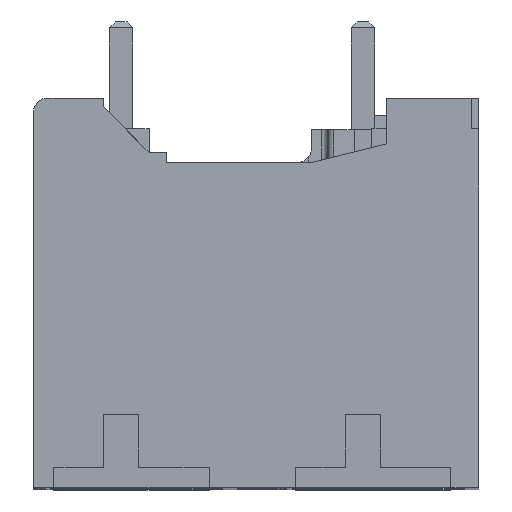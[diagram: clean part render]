
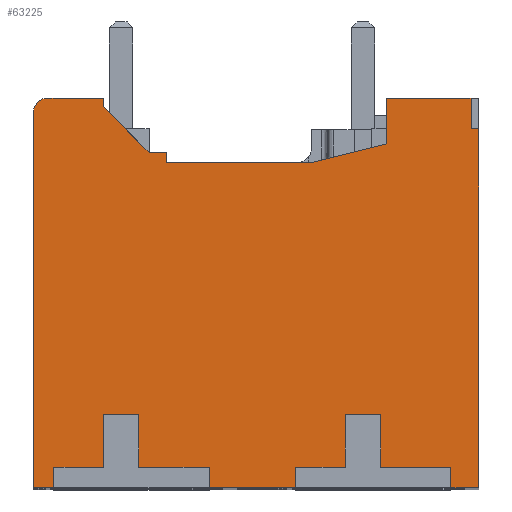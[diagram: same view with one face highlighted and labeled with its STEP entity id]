
A CAD part, top view. The second image highlights one B-rep face of the part: STEP entity #63225.
In plain terms, the highlighted planar face has unit normal (0, 0, 1).
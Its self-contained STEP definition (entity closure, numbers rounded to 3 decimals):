
#15583=DIRECTION('',(0.,1.,0.));
#15584=VECTOR('',#15583,12.25);
#15585=CARTESIAN_POINT('',(12.2,0.,2.2));
#15586=LINE('',#15585,#15584);
#16236=DIRECTION('',(-1.,0.,0.));
#16237=VECTOR('',#16236,4.959);
#16238=CARTESIAN_POINT('',(6.505,11.1,2.2));
#16239=LINE('',#16238,#16237);
#19380=DIRECTION('',(0.707,0.707,0.));
#19381=VECTOR('',#19380,0.039);
#19382=CARTESIAN_POINT('',(9.032,11.732,2.2));
#19383=LINE('',#19382,#19381);
#19384=DIRECTION('',(0.,1.,0.));
#19385=VECTOR('',#19384,1.541);
#19386=CARTESIAN_POINT('',(9.059,11.759,2.2));
#19387=LINE('',#19386,#19385);
#19388=DIRECTION('',(1.,0.,0.));
#19389=VECTOR('',#19388,2.878);
#19390=CARTESIAN_POINT('',(9.059,13.3,2.2));
#19391=LINE('',#19390,#19389);
#19392=DIRECTION('',(0.,-1.,0.));
#19393=VECTOR('',#19392,1.05);
#19394=CARTESIAN_POINT('',(11.938,13.3,2.2));
#19395=LINE('',#19394,#19393);
#19396=DIRECTION('',(-1.,0.,0.));
#19397=VECTOR('',#19396,0.95);
#19398=CARTESIAN_POINT('',(12.2,0.,2.2));
#19399=LINE('',#19398,#19397);
#19400=DIRECTION('',(0.,1.,0.));
#19401=VECTOR('',#19400,0.7);
#19402=CARTESIAN_POINT('',(11.25,0.,2.2));
#19403=LINE('',#19402,#19401);
#19404=DIRECTION('',(0.,1.,0.));
#19405=VECTOR('',#19404,1.8);
#19406=CARTESIAN_POINT('',(8.85,0.7,2.2));
#19407=LINE('',#19406,#19405);
#19408=DIRECTION('',(-1.,0.,0.));
#19409=VECTOR('',#19408,2.95);
#19410=CARTESIAN_POINT('',(5.95,0.,2.2));
#19411=LINE('',#19410,#19409);
#19412=DIRECTION('',(0.,1.,0.));
#19413=VECTOR('',#19412,0.7);
#19414=CARTESIAN_POINT('',(3.,0.,2.2));
#19415=LINE('',#19414,#19413);
#19416=DIRECTION('',(0.,1.,0.));
#19417=VECTOR('',#19416,1.8);
#19418=CARTESIAN_POINT('',(0.6,0.7,2.2));
#19419=LINE('',#19418,#19417);
#19420=DIRECTION('',(-1.,0.,0.));
#19421=VECTOR('',#19420,0.7);
#19422=CARTESIAN_POINT('',(-2.3,0.,2.2));
#19423=LINE('',#19422,#19421);
#19424=CARTESIAN_POINT('',(-2.5,12.8,2.2));
#19425=DIRECTION('',(0.,0.,-1.));
#19426=DIRECTION('',(-1.,0.,0.));
#19427=AXIS2_PLACEMENT_3D('',#19424,#19425,#19426);
#19429=DIRECTION('',(1.,0.,0.));
#19430=VECTOR('',#19429,1.895);
#19431=CARTESIAN_POINT('',(-2.5,13.3,2.2));
#19432=LINE('',#19431,#19430);
#19433=DIRECTION('',(0.,-1.,0.));
#19434=VECTOR('',#19433,0.295);
#19435=CARTESIAN_POINT('',(-0.605,13.3,2.2));
#19436=LINE('',#19435,#19434);
#19437=DIRECTION('',(0.707,-0.707,0.));
#19438=VECTOR('',#19437,2.199);
#19439=CARTESIAN_POINT('',(-0.605,13.005,2.2));
#19440=LINE('',#19439,#19438);
#19441=DIRECTION('',(1.,0.,0.));
#19442=VECTOR('',#19441,0.596);
#19443=CARTESIAN_POINT('',(0.949,11.451,2.2));
#19444=LINE('',#19443,#19442);
#19445=DIRECTION('',(0.,-1.,0.));
#19446=VECTOR('',#19445,0.351);
#19447=CARTESIAN_POINT('',(1.546,11.451,2.2));
#19448=LINE('',#19447,#19446);
#19449=DIRECTION('',(0.97,0.243,0.));
#19450=VECTOR('',#19449,2.604);
#19451=CARTESIAN_POINT('',(6.505,11.1,2.2));
#19452=LINE('',#19451,#19450);
#24489=DIRECTION('',(-1.,0.,0.));
#24490=VECTOR('',#24489,0.262);
#24491=CARTESIAN_POINT('',(12.2,12.25,2.2));
#24492=LINE('',#24491,#24490);
#24505=DIRECTION('',(1.,0.,0.));
#24506=VECTOR('',#24505,2.4);
#24507=CARTESIAN_POINT('',(8.85,0.7,2.2));
#24508=LINE('',#24507,#24506);
#24553=DIRECTION('',(1.,0.,0.));
#24554=VECTOR('',#24553,1.7);
#24555=CARTESIAN_POINT('',(5.95,0.7,2.2));
#24556=LINE('',#24555,#24554);
#24557=DIRECTION('',(0.,1.,0.));
#24558=VECTOR('',#24557,1.8);
#24559=CARTESIAN_POINT('',(7.65,0.7,2.2));
#24560=LINE('',#24559,#24558);
#24565=DIRECTION('',(1.,0.,0.));
#24566=VECTOR('',#24565,1.2);
#24567=CARTESIAN_POINT('',(7.65,2.5,2.2));
#24568=LINE('',#24567,#24566);
#24573=DIRECTION('',(0.,1.,0.));
#24574=VECTOR('',#24573,0.7);
#24575=CARTESIAN_POINT('',(5.95,0.,2.2));
#24576=LINE('',#24575,#24574);
#24585=DIRECTION('',(1.,0.,0.));
#24586=VECTOR('',#24585,2.4);
#24587=CARTESIAN_POINT('',(0.6,0.7,2.2));
#24588=LINE('',#24587,#24586);
#24633=DIRECTION('',(1.,0.,0.));
#24634=VECTOR('',#24633,1.7);
#24635=CARTESIAN_POINT('',(-2.3,0.7,2.2));
#24636=LINE('',#24635,#24634);
#24637=DIRECTION('',(0.,1.,0.));
#24638=VECTOR('',#24637,1.8);
#24639=CARTESIAN_POINT('',(-0.6,0.7,2.2));
#24640=LINE('',#24639,#24638);
#24645=DIRECTION('',(1.,0.,0.));
#24646=VECTOR('',#24645,1.2);
#24647=CARTESIAN_POINT('',(-0.6,2.5,2.2));
#24648=LINE('',#24647,#24646);
#24653=DIRECTION('',(0.,1.,0.));
#24654=VECTOR('',#24653,0.7);
#24655=CARTESIAN_POINT('',(-2.3,0.,2.2));
#24656=LINE('',#24655,#24654);
#24661=DIRECTION('',(0.,-1.,0.));
#24662=VECTOR('',#24661,12.8);
#24663=CARTESIAN_POINT('',(-3.,12.8,2.2));
#24664=LINE('',#24663,#24662);
#28749=CARTESIAN_POINT('',(-3.,0.,2.2));
#28750=VERTEX_POINT('',#28749);
#28751=CARTESIAN_POINT('',(-2.3,0.,2.2));
#28752=VERTEX_POINT('',#28751);
#28757=CARTESIAN_POINT('',(3.,0.,2.2));
#28758=VERTEX_POINT('',#28757);
#28759=CARTESIAN_POINT('',(5.95,0.,2.2));
#28760=VERTEX_POINT('',#28759);
#28765=CARTESIAN_POINT('',(11.25,0.,2.2));
#28766=VERTEX_POINT('',#28765);
#28767=CARTESIAN_POINT('',(12.2,0.,2.2));
#28768=VERTEX_POINT('',#28767);
#29129=CARTESIAN_POINT('',(12.2,12.25,2.2));
#29130=VERTEX_POINT('',#29129);
#29135=CARTESIAN_POINT('',(9.032,11.732,2.2));
#29136=CARTESIAN_POINT('',(9.059,11.759,2.2));
#29137=VERTEX_POINT('',#29135);
#29138=VERTEX_POINT('',#29136);
#29139=CARTESIAN_POINT('',(9.059,13.3,2.2));
#29140=VERTEX_POINT('',#29139);
#29141=CARTESIAN_POINT('',(11.938,13.3,2.2));
#29142=VERTEX_POINT('',#29141);
#29143=CARTESIAN_POINT('',(11.938,12.25,2.2));
#29144=VERTEX_POINT('',#29143);
#29145=CARTESIAN_POINT('',(11.25,0.7,2.2));
#29146=VERTEX_POINT('',#29145);
#29147=CARTESIAN_POINT('',(8.85,0.7,2.2));
#29148=VERTEX_POINT('',#29147);
#29149=CARTESIAN_POINT('',(8.85,2.5,2.2));
#29150=VERTEX_POINT('',#29149);
#29151=CARTESIAN_POINT('',(7.65,2.5,2.2));
#29152=VERTEX_POINT('',#29151);
#29153=CARTESIAN_POINT('',(7.65,0.7,2.2));
#29154=VERTEX_POINT('',#29153);
#29155=CARTESIAN_POINT('',(5.95,0.7,2.2));
#29156=VERTEX_POINT('',#29155);
#29157=CARTESIAN_POINT('',(3.,0.7,2.2));
#29158=VERTEX_POINT('',#29157);
#29159=CARTESIAN_POINT('',(0.6,0.7,2.2));
#29160=VERTEX_POINT('',#29159);
#29161=CARTESIAN_POINT('',(0.6,2.5,2.2));
#29162=VERTEX_POINT('',#29161);
#29163=CARTESIAN_POINT('',(-0.6,2.5,2.2));
#29164=VERTEX_POINT('',#29163);
#29165=CARTESIAN_POINT('',(-0.6,0.7,2.2));
#29166=VERTEX_POINT('',#29165);
#29167=CARTESIAN_POINT('',(-2.3,0.7,2.2));
#29168=VERTEX_POINT('',#29167);
#29169=CARTESIAN_POINT('',(-3.,12.8,2.2));
#29170=VERTEX_POINT('',#29169);
#29171=CARTESIAN_POINT('',(-2.5,13.3,2.2));
#29172=VERTEX_POINT('',#29171);
#29173=CARTESIAN_POINT('',(-0.605,13.3,2.2));
#29174=VERTEX_POINT('',#29173);
#29175=CARTESIAN_POINT('',(-0.605,13.005,2.2));
#29176=VERTEX_POINT('',#29175);
#29177=CARTESIAN_POINT('',(0.949,11.451,2.2));
#29178=VERTEX_POINT('',#29177);
#29179=CARTESIAN_POINT('',(1.546,11.451,2.2));
#29180=VERTEX_POINT('',#29179);
#29181=CARTESIAN_POINT('',(1.546,11.1,2.2));
#29182=VERTEX_POINT('',#29181);
#29183=CARTESIAN_POINT('',(6.505,11.1,2.2));
#29184=VERTEX_POINT('',#29183);
#63166=CARTESIAN_POINT('',(0.,0.,2.2));
#63167=DIRECTION('',(0.,0.,1.));
#63168=DIRECTION('',(1.,0.,0.));
#63169=AXIS2_PLACEMENT_3D('',#63166,#63167,#63168);
#63170=PLANE('',#63169);
#63172=ORIENTED_EDGE('',*,*,#63171,.T.);
#63173=ORIENTED_EDGE('',*,*,#58873,.T.);
#63174=ORIENTED_EDGE('',*,*,#58850,.T.);
#63176=ORIENTED_EDGE('',*,*,#63175,.T.);
#63178=ORIENTED_EDGE('',*,*,#63177,.F.);
#63179=ORIENTED_EDGE('',*,*,#58673,.F.);
#63180=ORIENTED_EDGE('',*,*,#37038,.T.);
#63182=ORIENTED_EDGE('',*,*,#63181,.T.);
#63184=ORIENTED_EDGE('',*,*,#63183,.F.);
#63186=ORIENTED_EDGE('',*,*,#63185,.T.);
#63188=ORIENTED_EDGE('',*,*,#63187,.F.);
#63190=ORIENTED_EDGE('',*,*,#63189,.F.);
#63192=ORIENTED_EDGE('',*,*,#63191,.F.);
#63194=ORIENTED_EDGE('',*,*,#63193,.F.);
#63195=ORIENTED_EDGE('',*,*,#37030,.T.);
#63197=ORIENTED_EDGE('',*,*,#63196,.T.);
#63199=ORIENTED_EDGE('',*,*,#63198,.F.);
#63201=ORIENTED_EDGE('',*,*,#63200,.T.);
#63203=ORIENTED_EDGE('',*,*,#63202,.F.);
#63205=ORIENTED_EDGE('',*,*,#63204,.F.);
#63207=ORIENTED_EDGE('',*,*,#63206,.F.);
#63209=ORIENTED_EDGE('',*,*,#63208,.F.);
#63210=ORIENTED_EDGE('',*,*,#37022,.T.);
#63212=ORIENTED_EDGE('',*,*,#63211,.F.);
#63213=ORIENTED_EDGE('',*,*,#63159,.T.);
#63214=ORIENTED_EDGE('',*,*,#60327,.T.);
#63215=ORIENTED_EDGE('',*,*,#60308,.T.);
#63217=ORIENTED_EDGE('',*,*,#63216,.T.);
#63218=ORIENTED_EDGE('',*,*,#59705,.T.);
#63219=ORIENTED_EDGE('',*,*,#59666,.T.);
#63220=ORIENTED_EDGE('',*,*,#59347,.F.);
#63222=ORIENTED_EDGE('',*,*,#63221,.T.);
#63223=EDGE_LOOP('',(#63172,#63173,#63174,#63176,#63178,#63179,#63180,#63182,
#63184,#63186,#63188,#63190,#63192,#63194,#63195,#63197,#63199,#63201,#63203,
#63205,#63207,#63209,#63210,#63212,#63213,#63214,#63215,#63217,#63218,#63219,
#63220,#63222));
#63224=FACE_OUTER_BOUND('',#63223,.F.);
#63225=ADVANCED_FACE('',(#63224),#63170,.T.);
#19428=CIRCLE('',#19427,0.5);
#37022=EDGE_CURVE('',#28752,#28750,#19423,.T.);
#37030=EDGE_CURVE('',#28760,#28758,#19411,.T.);
#37038=EDGE_CURVE('',#28768,#28766,#19399,.T.);
#58673=EDGE_CURVE('',#28768,#29130,#15586,.T.);
#58850=EDGE_CURVE('',#29140,#29142,#19391,.T.);
#58873=EDGE_CURVE('',#29138,#29140,#19387,.T.);
#59347=EDGE_CURVE('',#29184,#29182,#16239,.T.);
#59666=EDGE_CURVE('',#29180,#29182,#19448,.T.);
#59705=EDGE_CURVE('',#29178,#29180,#19444,.T.);
#60308=EDGE_CURVE('',#29174,#29176,#19436,.T.);
#60327=EDGE_CURVE('',#29172,#29174,#19432,.T.);
#63159=EDGE_CURVE('',#29170,#29172,#19428,.T.);
#63171=EDGE_CURVE('',#29137,#29138,#19383,.T.);
#63175=EDGE_CURVE('',#29142,#29144,#19395,.T.);
#63177=EDGE_CURVE('',#29130,#29144,#24492,.T.);
#63181=EDGE_CURVE('',#28766,#29146,#19403,.T.);
#63183=EDGE_CURVE('',#29148,#29146,#24508,.T.);
#63185=EDGE_CURVE('',#29148,#29150,#19407,.T.);
#63187=EDGE_CURVE('',#29152,#29150,#24568,.T.);
#63189=EDGE_CURVE('',#29154,#29152,#24560,.T.);
#63191=EDGE_CURVE('',#29156,#29154,#24556,.T.);
#63193=EDGE_CURVE('',#28760,#29156,#24576,.T.);
#63196=EDGE_CURVE('',#28758,#29158,#19415,.T.);
#63198=EDGE_CURVE('',#29160,#29158,#24588,.T.);
#63200=EDGE_CURVE('',#29160,#29162,#19419,.T.);
#63202=EDGE_CURVE('',#29164,#29162,#24648,.T.);
#63204=EDGE_CURVE('',#29166,#29164,#24640,.T.);
#63206=EDGE_CURVE('',#29168,#29166,#24636,.T.);
#63208=EDGE_CURVE('',#28752,#29168,#24656,.T.);
#63211=EDGE_CURVE('',#29170,#28750,#24664,.T.);
#63216=EDGE_CURVE('',#29176,#29178,#19440,.T.);
#63221=EDGE_CURVE('',#29184,#29137,#19452,.T.);
